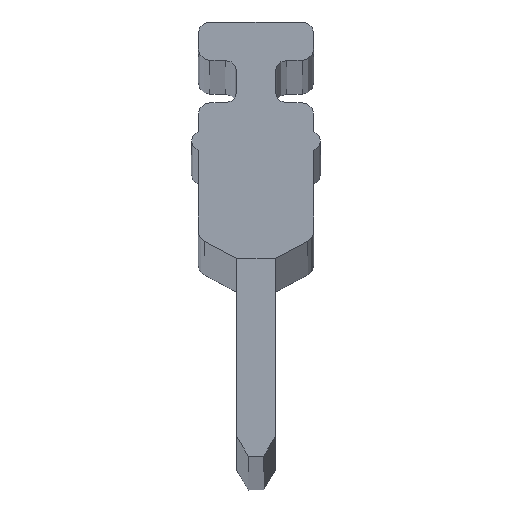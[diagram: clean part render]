
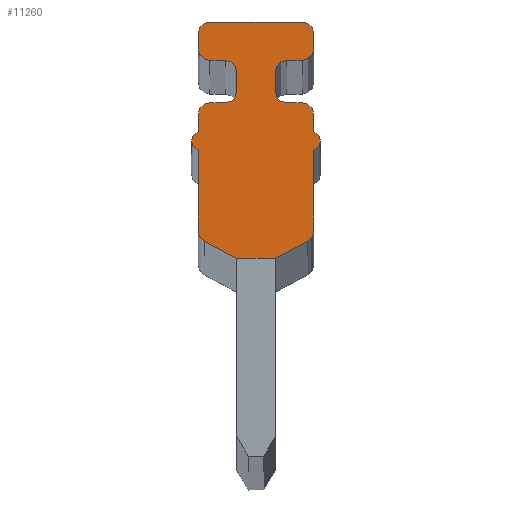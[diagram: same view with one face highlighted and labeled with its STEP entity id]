
A CAD part, top view. The second image highlights one B-rep face of the part: STEP entity #11260.
In plain terms, the highlighted planar face has unit normal (0, 0, 1).
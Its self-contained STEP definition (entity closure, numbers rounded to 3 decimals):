
#60=CARTESIAN_POINT('',(29.595,22.969,498.95));
#70=DIRECTION('',(-0.966,-0.259,0.));
#80=VECTOR('',#70,1.);
#90=LINE('',#60,#80);
#100=CARTESIAN_POINT('',(41.04,26.036,498.95));
#110=VERTEX_POINT('',#100);
#120=CARTESIAN_POINT('',(40.653,25.932,498.95));
#130=VERTEX_POINT('',#120);
#140=EDGE_CURVE('',#110,#130,#90,.T.);
#590=CARTESIAN_POINT('',(39.768,28.076,498.95));
#600=VERTEX_POINT('',#590);
#750=CARTESIAN_POINT('',(39.665,28.463,498.95));
#760=VERTEX_POINT('',#750);
#790=CARTESIAN_POINT('',(41.429,21.879,498.95));
#800=DIRECTION('',(-0.259,0.966,0.));
#810=VECTOR('',#800,1.);
#820=LINE('',#790,#810);
#830=EDGE_CURVE('',#600,#760,#820,.T.);
#1140=CARTESIAN_POINT('',(39.877,28.83,498.95));
#1150=VERTEX_POINT('',#1140);
#1180=CARTESIAN_POINT('',(39.954,28.54,498.95));
#1190=DIRECTION('',(0.,0.,1.));
#1200=DIRECTION('',(1.,0.,0.));
#1210=AXIS2_PLACEMENT_3D('',#1180,#1190,#1200);
#1220=CIRCLE('',#1210,0.3);
#1230=EDGE_CURVE('',#1150,#760,#1220,.T.);
#1400=CARTESIAN_POINT('',(40.29,21.879,498.95));
#1410=DIRECTION('',(0.259,-0.966,0.));
#1420=VECTOR('',#1410,1.);
#1430=LINE('',#1400,#1420);
#1440=CARTESIAN_POINT('',(38.602,28.178,498.95));
#1450=VERTEX_POINT('',#1440);
#1460=CARTESIAN_POINT('',(38.706,27.792,498.95));
#1470=VERTEX_POINT('',#1460);
#1480=EDGE_CURVE('',#1450,#1470,#1430,.T.);
#1870=CARTESIAN_POINT('',(38.312,28.1,498.95));
#1880=DIRECTION('',(0.,0.,1.));
#1890=DIRECTION('',(1.,0.,0.));
#1900=AXIS2_PLACEMENT_3D('',#1870,#1880,#1890);
#1910=CIRCLE('',#1900,0.3);
#1920=CARTESIAN_POINT('',(38.235,28.39,498.95));
#1930=VERTEX_POINT('',#1920);
#1940=EDGE_CURVE('',#1450,#1930,#1910,.T.);
#2330=CARTESIAN_POINT('',(40.631,28.722,498.95));
#2340=VERTEX_POINT('',#2330);
#2490=CARTESIAN_POINT('',(41.252,26.403,498.95));
#2500=VERTEX_POINT('',#2490);
#2530=CARTESIAN_POINT('',(42.464,21.879,498.95));
#2540=DIRECTION('',(0.259,-0.966,0.));
#2550=VECTOR('',#2540,1.);
#2560=LINE('',#2530,#2550);
#2570=EDGE_CURVE('',#2340,#2500,#2560,.T.);
#2880=CARTESIAN_POINT('',(37.327,28.147,498.95));
#2890=VERTEX_POINT('',#2880);
#2920=CARTESIAN_POINT('',(29.595,26.075,498.95));
#2930=DIRECTION('',(0.966,0.259,0.));
#2940=VECTOR('',#2930,1.);
#2950=LINE('',#2920,#2940);
#2960=CARTESIAN_POINT('',(35.297,27.603,498.95));
#2970=VERTEX_POINT('',#2960);
#2980=EDGE_CURVE('',#2970,#2890,#2950,.T.);
#3250=CARTESIAN_POINT('',(38.567,25.373,498.95));
#3260=VERTEX_POINT('',#3250);
#3440=CARTESIAN_POINT('',(38.103,25.249,498.95));
#3450=VERTEX_POINT('',#3440);
#3480=CARTESIAN_POINT('',(38.317,25.379,498.95));
#3490=DIRECTION('',(0.,0.,-1.));
#3500=DIRECTION('',(1.,0.,0.));
#3510=AXIS2_PLACEMENT_3D('',#3480,#3490,#3500);
#3520=CIRCLE('',#3510,0.25);
#3530=EDGE_CURVE('',#3260,#3450,#3520,.T.);
#3790=CARTESIAN_POINT('',(29.595,26.075,498.95));
#3800=DIRECTION('',(0.966,0.259,0.));
#3810=VECTOR('',#3800,1.);
#3820=LINE('',#3790,#3810);
#3830=CARTESIAN_POINT('',(37.79,28.271,498.95));
#3840=VERTEX_POINT('',#3830);
#3850=EDGE_CURVE('',#3840,#1930,#3820,.T.);
#4140=CARTESIAN_POINT('',(35.083,27.381,498.95));
#4150=VERTEX_POINT('',#4140);
#4180=CARTESIAN_POINT('',(33.812,21.879,498.95));
#4190=DIRECTION('',(0.225,0.974,0.));
#4200=VECTOR('',#4190,1.);
#4210=LINE('',#4180,#4200);
#4220=CARTESIAN_POINT('',(34.868,26.453,498.95));
#4230=VERTEX_POINT('',#4220);
#4240=EDGE_CURVE('',#4230,#4150,#4210,.T.);
#4550=CARTESIAN_POINT('',(39.893,26.453,498.95));
#4560=DIRECTION('',(0.,0.,1.));
#4570=DIRECTION('',(1.,0.,0.));
#4580=AXIS2_PLACEMENT_3D('',#4550,#4560,#4570);
#4590=CIRCLE('',#4580,0.3);
#4600=CARTESIAN_POINT('',(40.182,26.531,498.95));
#4610=VERTEX_POINT('',#4600);
#4620=CARTESIAN_POINT('',(39.815,26.743,498.95));
#4630=VERTEX_POINT('',#4620);
#4640=EDGE_CURVE('',#4610,#4630,#4590,.T.);
#5040=CARTESIAN_POINT('',(40.962,26.326,498.95));
#5050=DIRECTION('',(0.,0.,1.));
#5060=DIRECTION('',(1.,0.,0.));
#5070=AXIS2_PLACEMENT_3D('',#5040,#5050,#5060);
#5080=CIRCLE('',#5070,0.3);
#5090=EDGE_CURVE('',#110,#2500,#5080,.T.);
#5480=CARTESIAN_POINT('',(40.263,28.934,498.95));
#5490=VERTEX_POINT('',#5480);
#5520=CARTESIAN_POINT('',(29.595,26.075,498.95));
#5530=DIRECTION('',(0.966,0.259,0.));
#5540=VECTOR('',#5530,1.);
#5550=LINE('',#5520,#5540);
#5560=EDGE_CURVE('',#1150,#5490,#5550,.T.);
#5820=CARTESIAN_POINT('',(40.341,28.644,498.95));
#5830=DIRECTION('',(0.,0.,1.));
#5840=DIRECTION('',(1.,0.,0.));
#5850=AXIS2_PLACEMENT_3D('',#5820,#5830,#5840);
#5860=CIRCLE('',#5850,0.3);
#5870=EDGE_CURVE('',#2340,#5490,#5860,.T.);
#6040=CARTESIAN_POINT('',(38.995,27.869,498.95));
#6050=DIRECTION('',(0.,0.,1.));
#6060=DIRECTION('',(1.,0.,0.));
#6070=AXIS2_PLACEMENT_3D('',#6040,#6050,#6060);
#6080=CIRCLE('',#6070,0.3);
#6090=CARTESIAN_POINT('',(39.073,27.58,498.95));
#6100=VERTEX_POINT('',#6090);
#6110=EDGE_CURVE('',#1470,#6100,#6080,.T.);
#6500=CARTESIAN_POINT('',(39.556,27.709,498.95));
#6510=VERTEX_POINT('',#6500);
#6620=CARTESIAN_POINT('',(39.478,27.999,498.95));
#6630=DIRECTION('',(0.,0.,1.));
#6640=DIRECTION('',(1.,0.,0.));
#6650=AXIS2_PLACEMENT_3D('',#6620,#6630,#6640);
#6660=CIRCLE('',#6650,0.3);
#6670=EDGE_CURVE('',#6510,#600,#6660,.T.);
#6850=CARTESIAN_POINT('',(41.429,21.879,498.95));
#6860=DIRECTION('',(-0.259,0.966,0.));
#6870=VECTOR('',#6860,1.);
#6880=LINE('',#6850,#6870);
#6890=CARTESIAN_POINT('',(40.286,26.144,498.95));
#6900=VERTEX_POINT('',#6890);
#6910=EDGE_CURVE('',#6900,#4610,#6880,.T.);
#7290=CARTESIAN_POINT('',(29.595,25.04,498.95));
#7300=DIRECTION('',(0.966,0.259,0.));
#7310=VECTOR('',#7300,1.);
#7320=LINE('',#7290,#7310);
#7330=EDGE_CURVE('',#6100,#6510,#7320,.T.);
#7630=CARTESIAN_POINT('',(39.332,26.614,498.95));
#7640=VERTEX_POINT('',#7630);
#7670=CARTESIAN_POINT('',(29.595,24.005,498.95));
#7680=DIRECTION('',(-0.966,-0.259,0.));
#7690=VECTOR('',#7680,1.);
#7700=LINE('',#7670,#7690);
#7710=EDGE_CURVE('',#4630,#7640,#7700,.T.);
#7890=CARTESIAN_POINT('',(38.934,25.782,498.95));
#7900=DIRECTION('',(0.,0.,1.));
#7910=DIRECTION('',(1.,0.,0.));
#7920=AXIS2_PLACEMENT_3D('',#7890,#7900,#7910);
#7930=CIRCLE('',#7920,0.3);
#7940=CARTESIAN_POINT('',(39.011,25.492,498.95));
#7950=VERTEX_POINT('',#7940);
#7960=CARTESIAN_POINT('',(39.223,25.86,498.95));
#7970=VERTEX_POINT('',#7960);
#7980=EDGE_CURVE('',#7950,#7970,#7930,.T.);
#8460=CARTESIAN_POINT('',(40.576,26.222,498.95));
#8470=DIRECTION('',(0.,0.,1.));
#8480=DIRECTION('',(1.,0.,0.));
#8490=AXIS2_PLACEMENT_3D('',#8460,#8470,#8480);
#8500=CIRCLE('',#8490,0.3);
#8510=EDGE_CURVE('',#6900,#130,#8500,.T.);
#8690=CARTESIAN_POINT('',(39.41,26.324,498.95));
#8700=DIRECTION('',(0.,0.,1.));
#8710=DIRECTION('',(1.,0.,0.));
#8720=AXIS2_PLACEMENT_3D('',#8690,#8700,#8710);
#8730=CIRCLE('',#8720,0.3);
#8740=CARTESIAN_POINT('',(39.12,26.246,498.95));
#8750=VERTEX_POINT('',#8740);
#8760=EDGE_CURVE('',#7640,#8750,#8730,.T.);
#9230=CARTESIAN_POINT('',(35.127,25.487,498.95));
#9240=VERTEX_POINT('',#9230);
#9270=CARTESIAN_POINT('',(38.492,21.879,498.95));
#9280=DIRECTION('',(-0.682,0.731,0.));
#9290=VECTOR('',#9280,1.);
#9300=LINE('',#9270,#9290);
#9310=CARTESIAN_POINT('',(35.777,24.79,498.95));
#9320=VERTEX_POINT('',#9310);
#9330=EDGE_CURVE('',#9320,#9240,#9300,.T.);
#9560=CARTESIAN_POINT('',(29.595,22.969,498.95));
#9570=DIRECTION('',(-0.966,-0.259,0.));
#9580=VECTOR('',#9570,1.);
#9590=LINE('',#9560,#9580);
#9600=EDGE_CURVE('',#7950,#3260,#9590,.T.);
#9850=CARTESIAN_POINT('',(37.577,28.141,498.95));
#9860=DIRECTION('',(0.,0.,1.));
#9870=DIRECTION('',(-1.,0.,0.));
#9880=AXIS2_PLACEMENT_3D('',#9850,#9860,#9870);
#9890=CIRCLE('',#9880,0.25);
#9900=EDGE_CURVE('',#3840,#2890,#9890,.T.);
#10160=CARTESIAN_POINT('',(35.375,27.313,498.95));
#10170=DIRECTION('',(0.,0.,-1.));
#10180=DIRECTION('',(-1.,0.,0.));
#10190=AXIS2_PLACEMENT_3D('',#10160,#10170,#10180);
#10200=CIRCLE('',#10190,0.3);
#10210=EDGE_CURVE('',#4150,#2970,#10200,.T.);
#10540=CARTESIAN_POINT('',(40.29,21.879,498.95));
#10550=DIRECTION('',(0.259,-0.966,0.));
#10560=VECTOR('',#10550,1.);
#10570=LINE('',#10540,#10560);
#10580=EDGE_CURVE('',#8750,#7970,#10570,.T.);
#10710=CARTESIAN_POINT('',(38.111,26.137,498.95));
#10720=DIRECTION('',(0.,-0.,1.));
#10730=DIRECTION('',(0.966,0.259,0.));
#10740=AXIS2_PLACEMENT_3D('',#10710,#10720,#10730);
#10750=PLANE('',#10740);
#10760=ORIENTED_EDGE('',*,*,#9900,.T.);
#10770=ORIENTED_EDGE('',*,*,#3850,.F.);
#10780=ORIENTED_EDGE('',*,*,#1940,.T.);
#10790=ORIENTED_EDGE('',*,*,#1480,.F.);
#10800=ORIENTED_EDGE('',*,*,#6110,.F.);
#10810=ORIENTED_EDGE('',*,*,#7330,.F.);
#10820=ORIENTED_EDGE('',*,*,#6670,.F.);
#10830=ORIENTED_EDGE('',*,*,#830,.F.);
#10840=ORIENTED_EDGE('',*,*,#1230,.T.);
#10850=ORIENTED_EDGE('',*,*,#5560,.F.);
#10860=ORIENTED_EDGE('',*,*,#5870,.T.);
#10870=ORIENTED_EDGE('',*,*,#2570,.F.);
#10880=ORIENTED_EDGE('',*,*,#5090,.T.);
#10890=ORIENTED_EDGE('',*,*,#140,.F.);
#10900=ORIENTED_EDGE('',*,*,#8510,.T.);
#10910=ORIENTED_EDGE('',*,*,#6910,.F.);
#10920=ORIENTED_EDGE('',*,*,#4640,.F.);
#10930=ORIENTED_EDGE('',*,*,#7710,.F.);
#10940=ORIENTED_EDGE('',*,*,#8760,.F.);
#10950=ORIENTED_EDGE('',*,*,#10580,.F.);
#10960=ORIENTED_EDGE('',*,*,#7980,.T.);
#10970=ORIENTED_EDGE('',*,*,#9600,.F.);
#10980=ORIENTED_EDGE('',*,*,#3530,.F.);
#10990=CARTESIAN_POINT('',(29.595,22.969,498.95));
#11000=DIRECTION('',(-0.966,-0.259,0.));
#11010=VECTOR('',#11000,1.);
#11020=LINE('',#10990,#11010);
#11030=CARTESIAN_POINT('',(36.074,24.705,498.95));
#11040=VERTEX_POINT('',#11030);
#11050=EDGE_CURVE('',#3450,#11040,#11020,.T.);
#11060=ORIENTED_EDGE('',*,*,#11050,.F.);
#11070=CARTESIAN_POINT('',(35.996,24.995,498.95));
#11080=DIRECTION('',(0.,0.,1.));
#11090=DIRECTION('',(1.,0.,0.));
#11100=AXIS2_PLACEMENT_3D('',#11070,#11080,#11090);
#11110=CIRCLE('',#11100,0.3);
#11120=EDGE_CURVE('',#9320,#11040,#11110,.T.);
#11130=ORIENTED_EDGE('',*,*,#11120,.T.);
#11140=ORIENTED_EDGE('',*,*,#9330,.F.);
#11150=CARTESIAN_POINT('',(36.094,21.879,498.95));
#11160=DIRECTION('',(0.259,-0.966,0.));
#11170=VECTOR('',#11160,1.);
#11180=LINE('',#11150,#11170);
#11190=EDGE_CURVE('',#4230,#9240,#11180,.T.);
#11200=ORIENTED_EDGE('',*,*,#11190,.T.);
#11210=ORIENTED_EDGE('',*,*,#4240,.F.);
#11220=ORIENTED_EDGE('',*,*,#10210,.F.);
#11230=ORIENTED_EDGE('',*,*,#2980,.F.);
#11240=EDGE_LOOP('',(#11230,#11220,#11210,#11200,#11140,#11130,#11060,
#10980,#10970,#10960,#10950,#10940,#10930,#10920,#10910,#10900,#10890,
#10880,#10870,#10860,#10850,#10840,#10830,#10820,#10810,#10800,#10790,
#10780,#10770,#10760));
#11250=FACE_OUTER_BOUND('',#11240,.T.);
#11260=ADVANCED_FACE('',(#11250),#10750,.T.);
